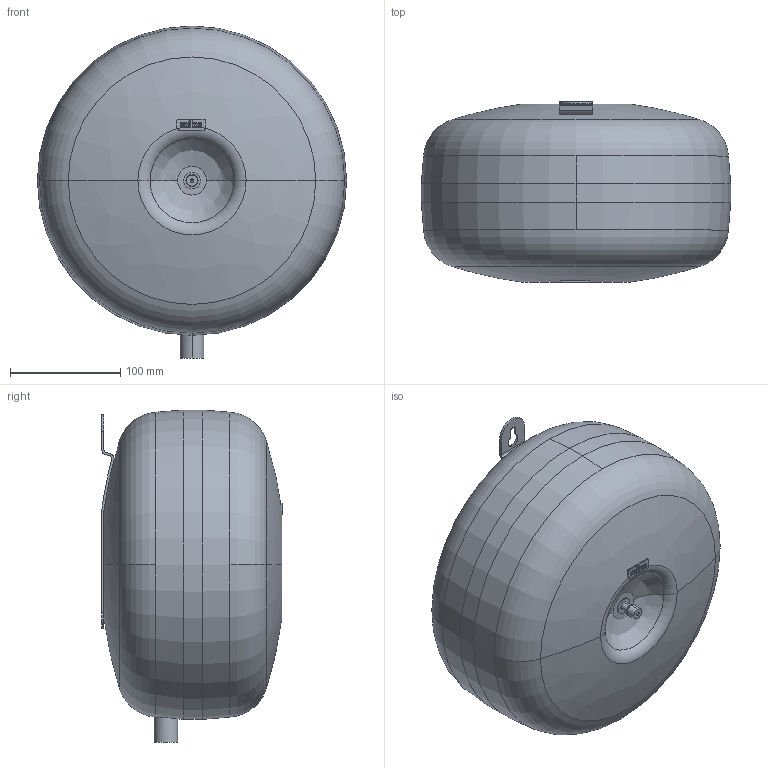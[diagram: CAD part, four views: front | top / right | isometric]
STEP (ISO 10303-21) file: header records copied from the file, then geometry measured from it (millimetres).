
FILE_DESCRIPTION((''),'2;1');
FILE_NAME('3d_EN8_3bar-7280000.stp','2012-02-14T11:19:11',(''),(''),'Mechanical Desktop 2011','Mechanical Desktop 2011',', , ');
FILE_SCHEMA(('CONFIG_CONTROL_DESIGN'));
Length unit declared in the file: millimetre
Products named in the file (1): Product
Bounding box: 280 x 163.5 x 300.5 mm (x, y, z)
Volume: 8163811.3 mm3; surface area: 229437.6 mm2
Topology: 9 solids, 9 shells, 143 faces, 353 edges, 231 vertices
Faces by surface type: plane 73, cylinder 44, bspline 10, cone 8, torus 8
Entity records: 4620 total; most frequent: CARTESIAN_POINT 1041, DIRECTION 760, ORIENTED_EDGE 702, EDGE_CURVE 351, AXIS2_PLACEMENT_3D 279, VERTEX_POINT 231, VECTOR 202, LINE 202
